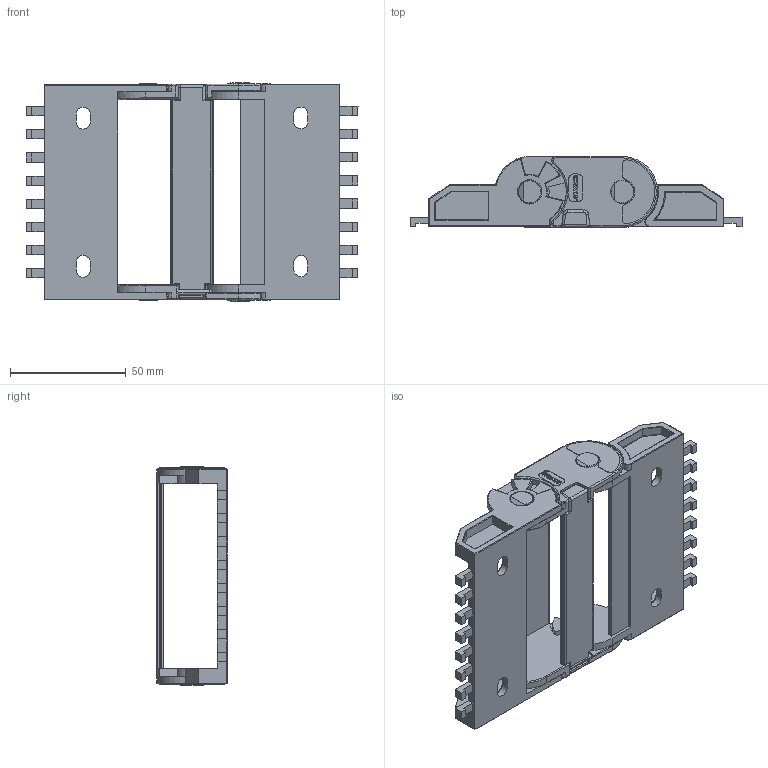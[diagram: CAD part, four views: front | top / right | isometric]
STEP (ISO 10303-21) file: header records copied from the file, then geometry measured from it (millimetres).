
FILE_DESCRIPTION (( 'STEP AP214' ), '1' );
FILE_NAME ('CK24-B080-AYAK.STEP', '2019-09-10T11:22:43', ( '' ), ( '' ), 'SwSTEP 2.0', 'SolidWorks 2017', '' );
FILE_SCHEMA (( 'AUTOMOTIVE_DESIGN' ));
Length unit declared in the file: millimetre
Products named in the file (1): CK24-B080-AYAK
Bounding box: 143.4 x 30.5 x 94.4 mm (x, y, z)
Volume: 62850.7 mm3; surface area: 44639.6 mm2
Topology: 4 solids, 4 shells, 873 faces, 2307 edges, 1474 vertices
Faces by surface type: plane 432, cylinder 336, torus 69, cone 16, bspline 11, sphere 9
Entity records: 29310 total; most frequent: CARTESIAN_POINT 8093, ORIENTED_EDGE 4612, DIRECTION 4123, EDGE_CURVE 2306, VERTEX_POINT 1474, LINE 1469, VECTOR 1469, AXIS2_PLACEMENT_3D 1327
